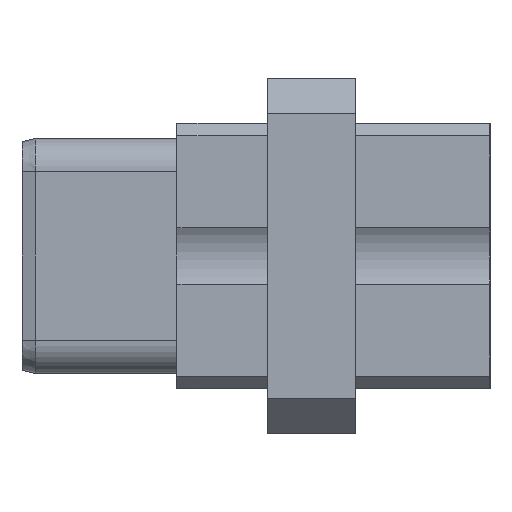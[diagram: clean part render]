
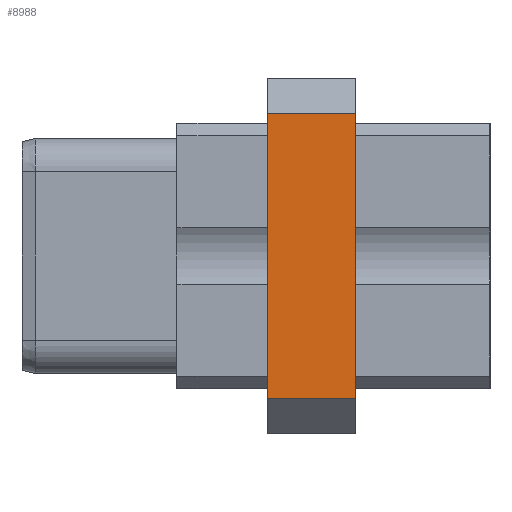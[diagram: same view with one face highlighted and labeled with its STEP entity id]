
A CAD part, left-side view. The second image highlights one B-rep face of the part: STEP entity #8988.
In plain terms, the highlighted planar face has unit normal (-1, 0, 0).
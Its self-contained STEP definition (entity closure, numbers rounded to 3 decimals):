
#249=DIRECTION('',(0.,-1.,0.));
#250=VECTOR('',#249,5.028);
#251=CARTESIAN_POINT('',(-28.724,-5.126,-8.15));
#252=LINE('',#251,#250);
#257=DIRECTION('',(0.,0.,-1.));
#258=VECTOR('',#257,16.3);
#259=CARTESIAN_POINT('',(-28.724,-10.154,8.15));
#260=LINE('',#259,#258);
#261=DIRECTION('',(0.,0.,1.));
#262=VECTOR('',#261,16.3);
#263=CARTESIAN_POINT('',(-28.724,-5.126,-8.15));
#264=LINE('',#263,#262);
#269=DIRECTION('',(0.,1.,0.));
#270=VECTOR('',#269,5.028);
#271=CARTESIAN_POINT('',(-28.724,-10.154,8.15));
#272=LINE('',#271,#270);
#8343=CARTESIAN_POINT('',(-28.724,-5.126,8.15));
#8345=VERTEX_POINT('',#8343);
#8348=CARTESIAN_POINT('',(-28.724,-5.126,-8.15));
#8350=VERTEX_POINT('',#8348);
#8391=CARTESIAN_POINT('',(-28.724,-10.154,-8.15));
#8393=VERTEX_POINT('',#8391);
#8396=CARTESIAN_POINT('',(-28.724,-10.154,8.15));
#8398=VERTEX_POINT('',#8396);
#8975=CARTESIAN_POINT('',(-28.724,-5.65,-10.14));
#8976=DIRECTION('',(-1.,0.,0.));
#8977=DIRECTION('',(0.,0.,1.));
#8978=AXIS2_PLACEMENT_3D('',#8975,#8976,#8977);
#8979=PLANE('',#8978);
#8981=ORIENTED_EDGE('',*,*,#8980,.F.);
#8982=ORIENTED_EDGE('',*,*,#8918,.T.);
#8983=ORIENTED_EDGE('',*,*,#8966,.F.);
#8985=ORIENTED_EDGE('',*,*,#8984,.T.);
#8986=EDGE_LOOP('',(#8981,#8982,#8983,#8985));
#8987=FACE_OUTER_BOUND('',#8986,.F.);
#8988=ADVANCED_FACE('',(#8987),#8979,.T.);
#8918=EDGE_CURVE('',#8398,#8393,#260,.T.);
#8966=EDGE_CURVE('',#8350,#8393,#252,.T.);
#8980=EDGE_CURVE('',#8398,#8345,#272,.T.);
#8984=EDGE_CURVE('',#8350,#8345,#264,.T.);
